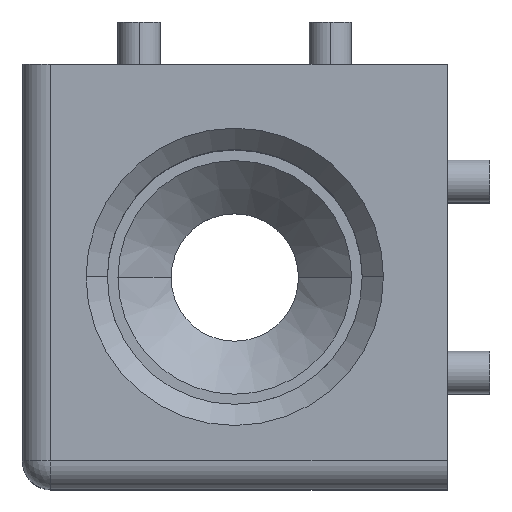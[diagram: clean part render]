
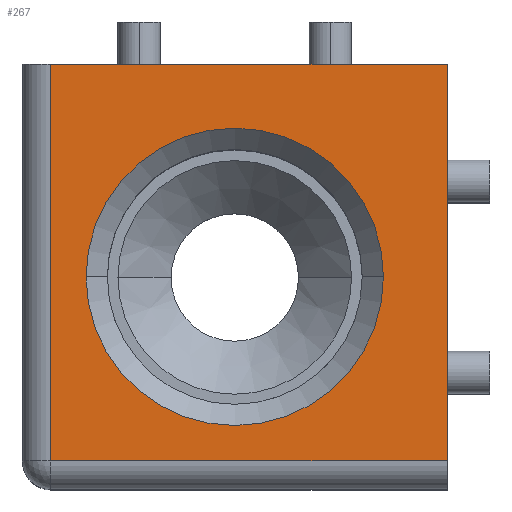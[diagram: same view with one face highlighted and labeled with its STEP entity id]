
A CAD part, top view. The second image highlights one B-rep face of the part: STEP entity #267.
In plain terms, the highlighted planar face has unit normal (0, 0, 1).
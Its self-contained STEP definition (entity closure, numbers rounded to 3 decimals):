
#267=ADVANCED_FACE('',(#550,#551),#552,.F.);
#550=FACE_OUTER_BOUND('',#861,.T.);
#551=FACE_BOUND('',#862,.T.);
#552=PLANE('',#863);
#861=EDGE_LOOP('',(#1516,#1517,#1518,#1519));
#862=EDGE_LOOP('',(#1520,#1521));
#863=AXIS2_PLACEMENT_3D('',#1522,#1523,#1524);
#1516=ORIENTED_EDGE('',*,*,#1958,.F.);
#1517=ORIENTED_EDGE('',*,*,#1979,.T.);
#1518=ORIENTED_EDGE('',*,*,#1980,.T.);
#1519=ORIENTED_EDGE('',*,*,#1981,.F.);
#1520=ORIENTED_EDGE('',*,*,#1924,.F.);
#1521=ORIENTED_EDGE('',*,*,#1831,.F.);
#1522=CARTESIAN_POINT('',(0.0,0.0,30.0));
#1523=DIRECTION('',(0.0,0.0,-1.0));
#1524=DIRECTION('',(-1.0,0.0,0.0));
#1831=EDGE_CURVE('',#2208,#2210,#2211,.T.);
#1924=EDGE_CURVE('',#2210,#2208,#2325,.T.);
#1958=EDGE_CURVE('',#2362,#2342,#2364,.T.);
#1979=EDGE_CURVE('',#2362,#2391,#2392,.T.);
#1980=EDGE_CURVE('',#2391,#2393,#2394,.T.);
#1981=EDGE_CURVE('',#2342,#2393,#2395,.T.);
#2208=VERTEX_POINT('',#2678);
#2210=VERTEX_POINT('',#2681);
#2211=CIRCLE('',#2682,10.5);
#2325=CIRCLE('',#3035,10.5);
#2342=VERTEX_POINT('',#3052);
#2362=VERTEX_POINT('',#3073);
#2364=LINE('',#3075,#3076);
#2391=VERTEX_POINT('',#3111);
#2392=LINE('',#3112,#3113);
#2393=VERTEX_POINT('',#3114);
#2394=LINE('',#3115,#3116);
#2395=LINE('',#3117,#3118);
#2678=CARTESIAN_POINT('',(-10.5,0.,30.0));
#2681=CARTESIAN_POINT('',(10.5,0.0,30.0));
#2682=AXIS2_PLACEMENT_3D('',#3373,#3374,#3375);
#3035=AXIS2_PLACEMENT_3D('',#3469,#3470,#3471);
#3052=CARTESIAN_POINT('',(-13.0,-13.0,30.0));
#3073=CARTESIAN_POINT('',(15.0,-13.0,30.0));
#3075=CARTESIAN_POINT('',(0.0,-13.0,30.0));
#3076=VECTOR('',#3524,1000.0);
#3111=CARTESIAN_POINT('',(15.0,15.0,30.0));
#3112=CARTESIAN_POINT('',(15.0,0.0,30.0));
#3113=VECTOR('',#3545,1000.0);
#3114=CARTESIAN_POINT('',(-13.0,15.0,30.0));
#3115=CARTESIAN_POINT('',(0.0,15.0,30.0));
#3116=VECTOR('',#3546,1000.0);
#3117=CARTESIAN_POINT('',(-13.0,0.0,30.0));
#3118=VECTOR('',#3547,1000.0);
#3373=CARTESIAN_POINT('',(0.0,0.0,30.0));
#3374=DIRECTION('',(0.0,0.0,1.0));
#3375=DIRECTION('',(1.0,0.0,0.0));
#3469=CARTESIAN_POINT('',(0.0,0.0,30.0));
#3470=DIRECTION('',(0.0,0.0,1.0));
#3471=DIRECTION('',(1.0,0.0,0.0));
#3524=DIRECTION('',(-1.0,0.0,0.0));
#3545=DIRECTION('',(0.0,1.0,0.0));
#3546=DIRECTION('',(-1.0,0.0,0.0));
#3547=DIRECTION('',(0.0,1.0,0.0));
